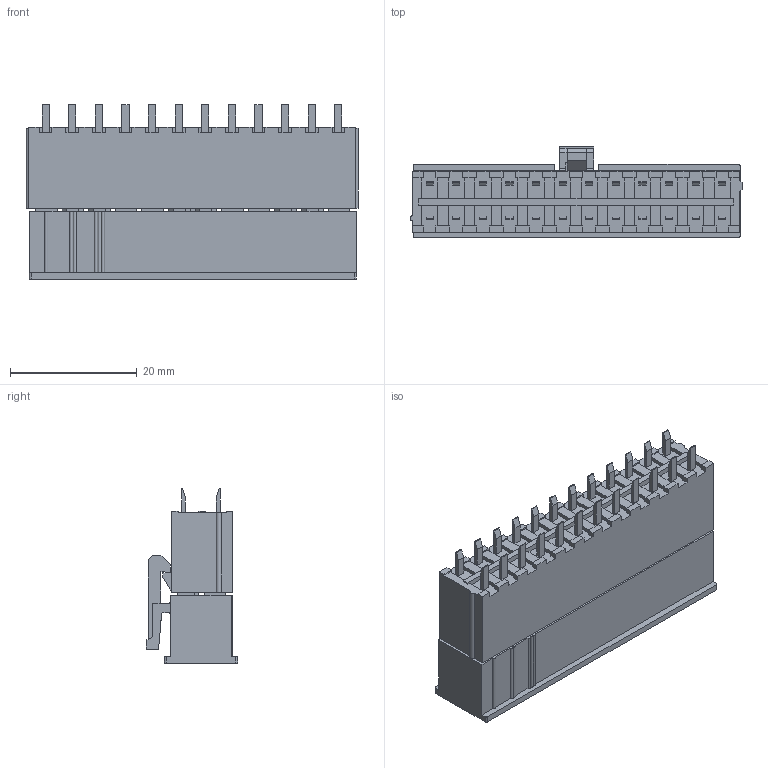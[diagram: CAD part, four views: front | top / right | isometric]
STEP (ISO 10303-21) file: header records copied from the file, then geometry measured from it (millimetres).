
FILE_DESCRIPTION (( 'STEP AP214' ), '1' );
FILE_NAME ('5566-24mated.STEP', '2019-10-30T00:10:24', ( '' ), ( '' ), 'SwSTEP 2.0', 'SolidWorks 2017', '' );
FILE_SCHEMA (( 'AUTOMOTIVE_DESIGN' ));
Length unit declared in the file: inch
Products named in the file (3): 5566pcb; 5566-24mated; 5566socket
Assembly tree (2 placements, depth 2):
  5566-24mated
    5566socket
    5566pcb
Bounding box: 52.4 x 14.4 x 27.49 mm (x, y, z)
Volume: 10205 mm3; surface area: 15166.3 mm2
Topology: 2 solids, 2 shells, 1574 faces, 4272 edges, 2798 vertices
Faces by surface type: plane 1557, cylinder 17
Entity records: 48554 total; most frequent: CARTESIAN_POINT 8649, ORIENTED_EDGE 8544, DIRECTION 7464, EDGE_CURVE 4272, VECTOR 4238, LINE 4238, VERTEX_POINT 2798, EDGE_LOOP 1720
